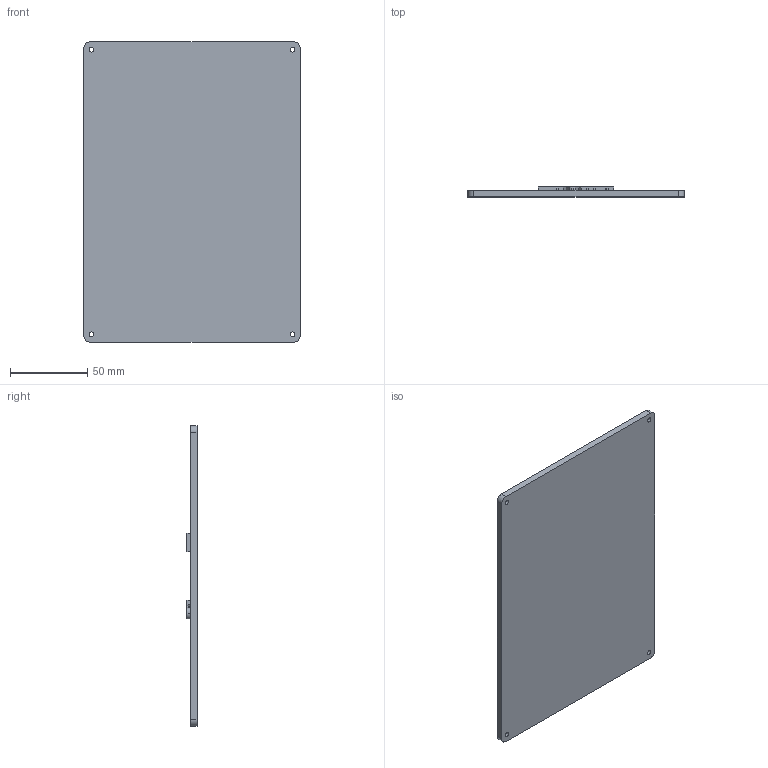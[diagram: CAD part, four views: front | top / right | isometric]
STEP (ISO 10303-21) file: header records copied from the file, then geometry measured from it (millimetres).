
FILE_DESCRIPTION(/* description */ (''),/* implementation_level */ '2;1');
FILE_NAME(/* name */ 'skr_case_top.stp',/* time_stamp */ '2022-07-25T12:22:54+02:00',/* author */ ('Niclas'),/* organization */ (''),/* preprocessor_version */ 'ST-DEVELOPER v18.1',/* originating_system */ 'Autodesk Inventor 2022',/* authorisation */ '');
FILE_SCHEMA (('AUTOMOTIVE_DESIGN { 1 0 10303 214 3 1 1 }'));
Length unit declared in the file: millimetre
Products named in the file (1): skr_case_top
Bounding box: 140 x 6.5 x 194 mm (x, y, z)
Volume: 110126.7 mm3; surface area: 58278.4 mm2
Topology: 1 solids, 1 shells, 123 faces, 329 edges, 218 vertices
Faces by surface type: plane 85, bspline 26, cylinder 8, cone 4
Full cylindrical faces by diameter (mm): 3 x4
Entity records: 4026 total; most frequent: CARTESIAN_POINT 1057, ORIENTED_EDGE 658, DIRECTION 493, EDGE_CURVE 329, LINE 257, VECTOR 257, VERTEX_POINT 218, EDGE_LOOP 141
